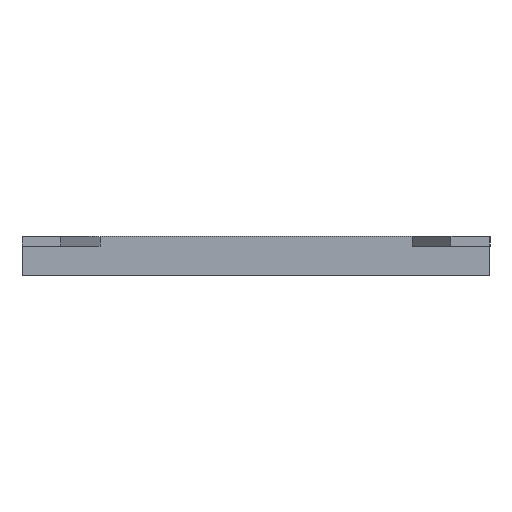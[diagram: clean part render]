
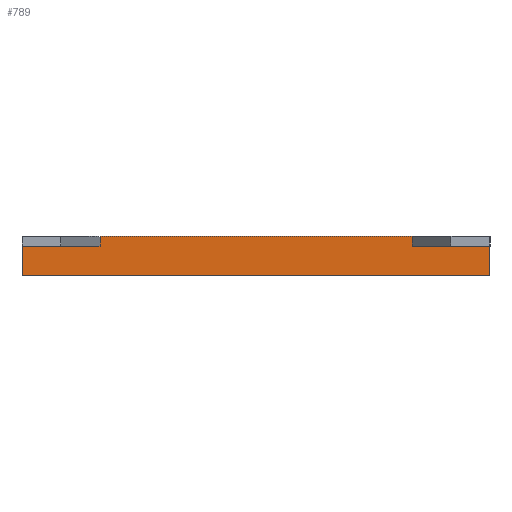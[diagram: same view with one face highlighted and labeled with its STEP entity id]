
A CAD part, left-side view. The second image highlights one B-rep face of the part: STEP entity #789.
In plain terms, the highlighted planar face has unit normal (-1, 0, 0).
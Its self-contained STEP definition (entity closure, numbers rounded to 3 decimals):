
#94 = VERTEX_POINT('',#95);
#95 = CARTESIAN_POINT('',(-50.,-60.,0.));
#103 = VERTEX_POINT('',#104);
#104 = CARTESIAN_POINT('',(-50.,60.,0.));
#110 = EDGE_CURVE('',#103,#94,#111,.T.);
#111 = LINE('',#112,#113);
#112 = CARTESIAN_POINT('',(-50.,60.,0.));
#113 = VECTOR('',#114,1.);
#114 = DIRECTION('',(0.,-1.,0.));
#126 = EDGE_CURVE('',#103,#127,#129,.T.);
#127 = VERTEX_POINT('',#128);
#128 = CARTESIAN_POINT('',(-50.,60.,7.5));
#129 = LINE('',#130,#131);
#130 = CARTESIAN_POINT('',(-50.,60.,0.));
#131 = VECTOR('',#132,1.);
#132 = DIRECTION('',(0.,0.,1.));
#325 = VERTEX_POINT('',#326);
#326 = CARTESIAN_POINT('',(-50.,40.,10.));
#332 = EDGE_CURVE('',#325,#333,#335,.T.);
#333 = VERTEX_POINT('',#334);
#334 = CARTESIAN_POINT('',(-50.,-40.,10.));
#335 = LINE('',#336,#337);
#336 = CARTESIAN_POINT('',(-50.,60.,10.));
#337 = VECTOR('',#338,1.);
#338 = DIRECTION('',(0.,-1.,0.));
#685 = EDGE_CURVE('',#94,#686,#688,.T.);
#686 = VERTEX_POINT('',#687);
#687 = CARTESIAN_POINT('',(-50.,-60.,7.5));
#688 = LINE('',#689,#690);
#689 = CARTESIAN_POINT('',(-50.,-60.,0.));
#690 = VECTOR('',#691,1.);
#691 = DIRECTION('',(0.,0.,1.));
#789 = ADVANCED_FACE('',(#790),#824,.F.);
#790 = FACE_BOUND('',#791,.F.);
#791 = EDGE_LOOP('',(#792,#793,#794,#802,#808,#809,#817,#823));
#792 = ORIENTED_EDGE('',*,*,#110,.F.);
#793 = ORIENTED_EDGE('',*,*,#126,.T.);
#794 = ORIENTED_EDGE('',*,*,#795,.T.);
#795 = EDGE_CURVE('',#127,#796,#798,.T.);
#796 = VERTEX_POINT('',#797);
#797 = CARTESIAN_POINT('',(-50.,40.,7.5));
#798 = LINE('',#799,#800);
#799 = CARTESIAN_POINT('',(-50.,60.,7.5));
#800 = VECTOR('',#801,1.);
#801 = DIRECTION('',(0.,-1.,0.));
#802 = ORIENTED_EDGE('',*,*,#803,.F.);
#803 = EDGE_CURVE('',#325,#796,#804,.T.);
#804 = LINE('',#805,#806);
#805 = CARTESIAN_POINT('',(-50.,40.,10.));
#806 = VECTOR('',#807,1.);
#807 = DIRECTION('',(-0.,-0.,-1.));
#808 = ORIENTED_EDGE('',*,*,#332,.T.);
#809 = ORIENTED_EDGE('',*,*,#810,.T.);
#810 = EDGE_CURVE('',#333,#811,#813,.T.);
#811 = VERTEX_POINT('',#812);
#812 = CARTESIAN_POINT('',(-50.,-40.,7.5));
#813 = LINE('',#814,#815);
#814 = CARTESIAN_POINT('',(-50.,-40.,10.));
#815 = VECTOR('',#816,1.);
#816 = DIRECTION('',(-0.,-0.,-1.));
#817 = ORIENTED_EDGE('',*,*,#818,.F.);
#818 = EDGE_CURVE('',#686,#811,#819,.T.);
#819 = LINE('',#820,#821);
#820 = CARTESIAN_POINT('',(-50.,-60.,7.5));
#821 = VECTOR('',#822,1.);
#822 = DIRECTION('',(0.,1.,0.));
#823 = ORIENTED_EDGE('',*,*,#685,.F.);
#824 = PLANE('',#825);
#825 = AXIS2_PLACEMENT_3D('',#826,#827,#828);
#826 = CARTESIAN_POINT('',(-50.,60.,0.));
#827 = DIRECTION('',(1.,0.,0.));
#828 = DIRECTION('',(0.,-1.,0.));
